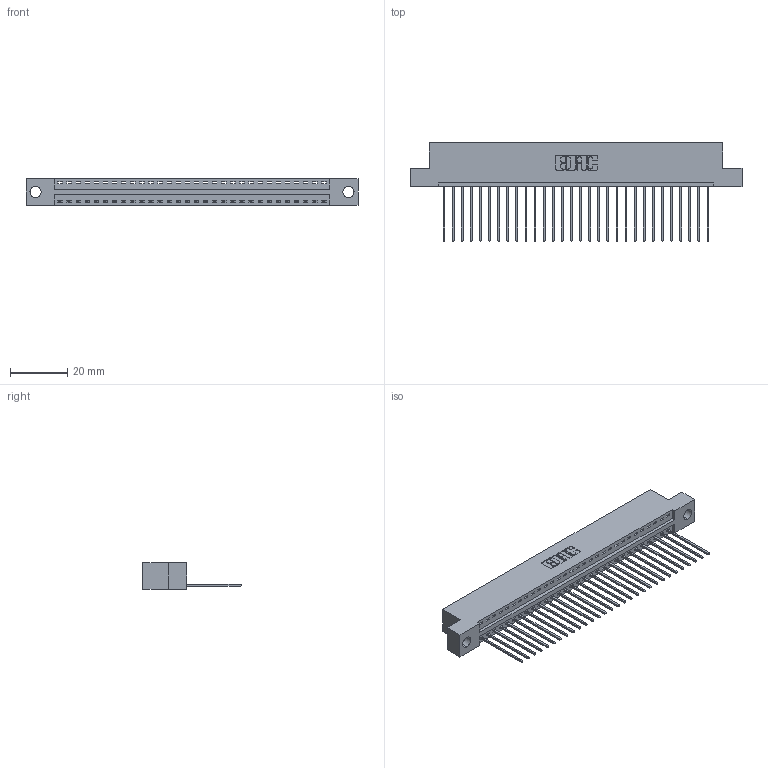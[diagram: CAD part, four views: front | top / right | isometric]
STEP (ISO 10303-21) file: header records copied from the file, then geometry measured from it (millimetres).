
FILE_DESCRIPTION (( 'STEP AP203' ), '1' );
FILE_NAME ('346-030-541-104.STEP', '2022-05-06T15:56:51', ( '' ), ( '' ), 'SwSTEP 2.0', 'SolidWorks 2020', '' );
FILE_SCHEMA (( 'CONFIG_CONTROL_DESIGN' ));
Length unit declared in the file: inch
Products named in the file (3): 345-292-001_345-293-141; 346 Part_Flush Mounting Lugs - 0.156 Dia-TH; 346-030-541-104
Assembly tree (31 placements, depth 2):
  346-030-541-104
    346 Part_Flush Mounting Lugs - 0.156 Dia-TH
    345-292-001_345-293-141  x30
Bounding box: 115.82 x 34.29 x 9.4 mm (x, y, z)
Volume: 10997.3 mm3; surface area: 14044.3 mm2
Topology: 31 solids, 31 shells, 1876 faces, 5645 edges, 3722 vertices
Faces by surface type: plane 1290, cylinder 586
Entity records: 20671 total; most frequent: CARTESIAN_POINT 3556, ORIENTED_EDGE 3518, DIRECTION 3151, EDGE_CURVE 1759, VECTOR 1507, LINE 1507, VERTEX_POINT 1170, AXIS2_PLACEMENT_3D 822
